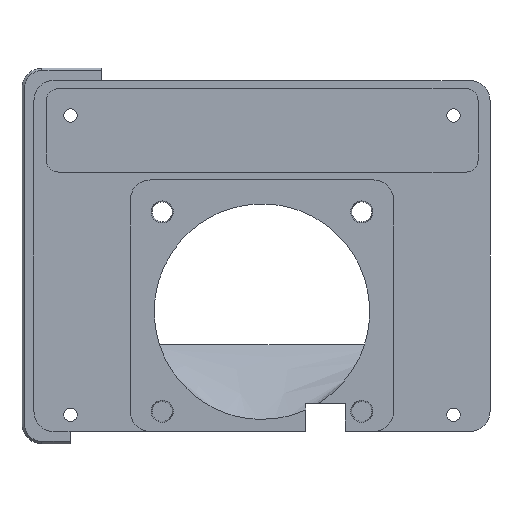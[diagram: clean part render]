
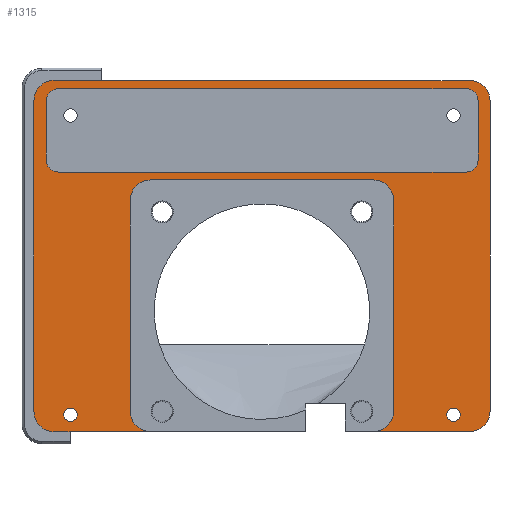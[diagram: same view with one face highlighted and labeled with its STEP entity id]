
A CAD part, front view. The second image highlights one B-rep face of the part: STEP entity #1315.
In plain terms, the highlighted planar face has unit normal (0, -1, 0).
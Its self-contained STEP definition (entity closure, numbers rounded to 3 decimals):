
#40=FACE_BOUND('',#236,.T.);
#41=FACE_BOUND('',#237,.T.);
#42=FACE_BOUND('',#238,.T.);
#87=CIRCLE('',#1401,3.);
#93=CIRCLE('',#1410,3.);
#94=CIRCLE('',#1412,3.);
#95=CIRCLE('',#1415,3.);
#96=CIRCLE('',#1417,5.1);
#98=CIRCLE('',#1420,5.1);
#99=CIRCLE('',#1421,5.);
#100=CIRCLE('',#1422,5.);
#101=CIRCLE('',#1423,5.);
#102=CIRCLE('',#1424,5.);
#103=CIRCLE('',#1425,5.);
#104=CIRCLE('',#1426,5.);
#105=CIRCLE('',#1427,1.7);
#106=CIRCLE('',#1428,1.7);
#161=FACE_OUTER_BOUND('',#235,.T.);
#235=EDGE_LOOP('',(#953,#954,#955,#956,#957,#958,#959,#960,#961,#962,#963,
#964,#965,#966,#967,#968,#969,#970,#971,#972));
#236=EDGE_LOOP('',(#973));
#237=EDGE_LOOP('',(#974));
#238=EDGE_LOOP('',(#975,#976,#977,#978,#979,#980,#981,#982));
#317=LINE('',#1919,#438);
#334=LINE('',#1972,#455);
#340=LINE('',#1987,#461);
#344=LINE('',#2003,#465);
#345=LINE('',#2006,#466);
#346=LINE('',#2008,#467);
#347=LINE('',#2012,#468);
#348=LINE('',#2016,#469);
#349=LINE('',#2020,#470);
#350=LINE('',#2024,#471);
#351=LINE('',#2028,#472);
#352=LINE('',#2032,#473);
#353=LINE('',#2034,#474);
#354=LINE('',#2035,#475);
#355=LINE('',#2040,#476);
#356=LINE('',#2041,#477);
#438=VECTOR('',#1543,10.);
#455=VECTOR('',#1594,10.);
#461=VECTOR('',#1610,10.);
#465=VECTOR('',#1626,10.);
#466=VECTOR('',#1629,10.);
#467=VECTOR('',#1630,10.);
#468=VECTOR('',#1633,10.);
#469=VECTOR('',#1636,10.);
#470=VECTOR('',#1639,10.);
#471=VECTOR('',#1642,10.);
#472=VECTOR('',#1645,10.);
#473=VECTOR('',#1648,10.);
#474=VECTOR('',#1649,10.);
#475=VECTOR('',#1650,10.);
#476=VECTOR('',#1655,10.);
#477=VECTOR('',#1656,10.);
#558=VERTEX_POINT('',#1916);
#559=VERTEX_POINT('',#1918);
#568=VERTEX_POINT('',#1947);
#569=VERTEX_POINT('',#1949);
#578=VERTEX_POINT('',#1971);
#579=VERTEX_POINT('',#1975);
#580=VERTEX_POINT('',#1979);
#581=VERTEX_POINT('',#1981);
#582=VERTEX_POINT('',#1985);
#583=VERTEX_POINT('',#1989);
#584=VERTEX_POINT('',#1993);
#585=VERTEX_POINT('',#1994);
#588=VERTEX_POINT('',#2002);
#589=VERTEX_POINT('',#2004);
#590=VERTEX_POINT('',#2007);
#591=VERTEX_POINT('',#2009);
#592=VERTEX_POINT('',#2011);
#593=VERTEX_POINT('',#2013);
#594=VERTEX_POINT('',#2015);
#595=VERTEX_POINT('',#2017);
#596=VERTEX_POINT('',#2019);
#597=VERTEX_POINT('',#2021);
#598=VERTEX_POINT('',#2023);
#599=VERTEX_POINT('',#2025);
#600=VERTEX_POINT('',#2027);
#601=VERTEX_POINT('',#2029);
#602=VERTEX_POINT('',#2031);
#603=VERTEX_POINT('',#2033);
#604=VERTEX_POINT('',#2036);
#605=VERTEX_POINT('',#2038);
#691=EDGE_CURVE('',#558,#559,#317,.T.);
#706=EDGE_CURVE('',#568,#569,#87,.T.);
#717=EDGE_CURVE('',#578,#569,#334,.T.);
#719=EDGE_CURVE('',#578,#579,#93,.T.);
#722=EDGE_CURVE('',#580,#581,#94,.T.);
#725=EDGE_CURVE('',#580,#582,#340,.T.);
#727=EDGE_CURVE('',#583,#582,#95,.T.);
#728=EDGE_CURVE('',#584,#585,#96,.T.);
#732=EDGE_CURVE('',#588,#585,#344,.T.);
#733=EDGE_CURVE('',#588,#589,#98,.T.);
#734=EDGE_CURVE('',#559,#589,#345,.T.);
#735=EDGE_CURVE('',#590,#558,#346,.T.);
#736=EDGE_CURVE('',#591,#590,#99,.T.);
#737=EDGE_CURVE('',#592,#591,#347,.T.);
#738=EDGE_CURVE('',#593,#592,#100,.T.);
#739=EDGE_CURVE('',#594,#593,#348,.T.);
#740=EDGE_CURVE('',#595,#594,#101,.T.);
#741=EDGE_CURVE('',#596,#595,#349,.T.);
#742=EDGE_CURVE('',#597,#596,#102,.T.);
#743=EDGE_CURVE('',#598,#597,#350,.T.);
#744=EDGE_CURVE('',#599,#598,#103,.T.);
#745=EDGE_CURVE('',#600,#599,#351,.T.);
#746=EDGE_CURVE('',#601,#600,#104,.T.);
#747=EDGE_CURVE('',#602,#601,#352,.T.);
#748=EDGE_CURVE('',#602,#603,#353,.T.);
#749=EDGE_CURVE('',#584,#603,#354,.T.);
#750=EDGE_CURVE('',#604,#604,#105,.T.);
#751=EDGE_CURVE('',#605,#605,#106,.T.);
#752=EDGE_CURVE('',#583,#579,#355,.T.);
#753=EDGE_CURVE('',#568,#581,#356,.T.);
#953=ORIENTED_EDGE('',*,*,#728,.T.);
#954=ORIENTED_EDGE('',*,*,#732,.F.);
#955=ORIENTED_EDGE('',*,*,#733,.T.);
#956=ORIENTED_EDGE('',*,*,#734,.F.);
#957=ORIENTED_EDGE('',*,*,#691,.F.);
#958=ORIENTED_EDGE('',*,*,#735,.F.);
#959=ORIENTED_EDGE('',*,*,#736,.F.);
#960=ORIENTED_EDGE('',*,*,#737,.F.);
#961=ORIENTED_EDGE('',*,*,#738,.F.);
#962=ORIENTED_EDGE('',*,*,#739,.F.);
#963=ORIENTED_EDGE('',*,*,#740,.F.);
#964=ORIENTED_EDGE('',*,*,#741,.F.);
#965=ORIENTED_EDGE('',*,*,#742,.F.);
#966=ORIENTED_EDGE('',*,*,#743,.F.);
#967=ORIENTED_EDGE('',*,*,#744,.F.);
#968=ORIENTED_EDGE('',*,*,#745,.F.);
#969=ORIENTED_EDGE('',*,*,#746,.F.);
#970=ORIENTED_EDGE('',*,*,#747,.F.);
#971=ORIENTED_EDGE('',*,*,#748,.T.);
#972=ORIENTED_EDGE('',*,*,#749,.F.);
#973=ORIENTED_EDGE('',*,*,#750,.F.);
#974=ORIENTED_EDGE('',*,*,#751,.F.);
#975=ORIENTED_EDGE('',*,*,#725,.T.);
#976=ORIENTED_EDGE('',*,*,#727,.F.);
#977=ORIENTED_EDGE('',*,*,#752,.T.);
#978=ORIENTED_EDGE('',*,*,#719,.F.);
#979=ORIENTED_EDGE('',*,*,#717,.T.);
#980=ORIENTED_EDGE('',*,*,#706,.F.);
#981=ORIENTED_EDGE('',*,*,#753,.T.);
#982=ORIENTED_EDGE('',*,*,#722,.F.);
#1270=PLANE('',#1419);
#1315=ADVANCED_FACE('',(#161,#40,#41,#42),#1270,.T.);
#1401=AXIS2_PLACEMENT_3D('',#1950,#1573,#1574);
#1410=AXIS2_PLACEMENT_3D('',#1976,#1598,#1599);
#1412=AXIS2_PLACEMENT_3D('',#1982,#1604,#1605);
#1415=AXIS2_PLACEMENT_3D('',#1991,#1614,#1615);
#1417=AXIS2_PLACEMENT_3D('',#1995,#1618,#1619);
#1419=AXIS2_PLACEMENT_3D('',#2001,#1624,#1625);
#1420=AXIS2_PLACEMENT_3D('',#2005,#1627,#1628);
#1421=AXIS2_PLACEMENT_3D('',#2010,#1631,#1632);
#1422=AXIS2_PLACEMENT_3D('',#2014,#1634,#1635);
#1423=AXIS2_PLACEMENT_3D('',#2018,#1637,#1638);
#1424=AXIS2_PLACEMENT_3D('',#2022,#1640,#1641);
#1425=AXIS2_PLACEMENT_3D('',#2026,#1643,#1644);
#1426=AXIS2_PLACEMENT_3D('',#2030,#1646,#1647);
#1427=AXIS2_PLACEMENT_3D('',#2037,#1651,#1652);
#1428=AXIS2_PLACEMENT_3D('',#2039,#1653,#1654);
#1543=DIRECTION('',(0.,0.,-1.));
#1573=DIRECTION('center_axis',(0.,-1.,0.));
#1574=DIRECTION('ref_axis',(-0.707,0.,0.707));
#1594=DIRECTION('',(0.,0.,1.));
#1598=DIRECTION('center_axis',(0.,-1.,0.));
#1599=DIRECTION('ref_axis',(-0.707,0.,-0.707));
#1604=DIRECTION('center_axis',(0.,-1.,0.));
#1605=DIRECTION('ref_axis',(0.707,0.,0.707));
#1610=DIRECTION('',(0.,0.,-1.));
#1614=DIRECTION('center_axis',(0.,-1.,0.));
#1615=DIRECTION('ref_axis',(0.707,0.,-0.707));
#1618=DIRECTION('center_axis',(0.,-1.,0.));
#1619=DIRECTION('ref_axis',(-0.707,0.,0.707));
#1624=DIRECTION('center_axis',(0.,-1.,0.));
#1625=DIRECTION('ref_axis',(1.,0.,0.));
#1626=DIRECTION('',(0.,0.,1.));
#1627=DIRECTION('center_axis',(0.,-1.,0.));
#1628=DIRECTION('ref_axis',(-0.707,0.,-0.707));
#1629=DIRECTION('',(-1.,0.,0.));
#1630=DIRECTION('',(-1.,0.,0.));
#1631=DIRECTION('center_axis',(0.,-1.,0.));
#1632=DIRECTION('ref_axis',(-1.,0.,0.));
#1633=DIRECTION('',(0.,0.,-1.));
#1634=DIRECTION('center_axis',(0.,-1.,0.));
#1635=DIRECTION('ref_axis',(0.,0.,1.));
#1636=DIRECTION('',(-1.,0.,0.));
#1637=DIRECTION('center_axis',(0.,-1.,0.));
#1638=DIRECTION('ref_axis',(1.,0.,0.));
#1639=DIRECTION('',(0.,0.,1.));
#1640=DIRECTION('center_axis',(0.,-1.,0.));
#1641=DIRECTION('ref_axis',(0.,0.,-1.));
#1642=DIRECTION('',(-1.,0.,0.));
#1643=DIRECTION('center_axis',(0.,1.,0.));
#1644=DIRECTION('ref_axis',(0.707,0.,-0.707));
#1645=DIRECTION('',(0.,0.,-1.));
#1646=DIRECTION('center_axis',(0.,1.,0.));
#1647=DIRECTION('ref_axis',(0.707,0.,0.707));
#1648=DIRECTION('',(1.,0.,0.));
#1649=DIRECTION('',(0.,0.,1.));
#1650=DIRECTION('',(1.,0.,0.));
#1651=DIRECTION('center_axis',(0.,-1.,0.));
#1652=DIRECTION('ref_axis',(1.,0.,0.));
#1653=DIRECTION('center_axis',(0.,-1.,0.));
#1654=DIRECTION('ref_axis',(1.,0.,0.));
#1655=DIRECTION('',(-1.,0.,0.));
#1656=DIRECTION('',(1.,0.,0.));
#1916=CARTESIAN_POINT('',(-48.1,-20.,-45.9));
#1918=CARTESIAN_POINT('',(-48.1,-20.,-46.));
#1919=CARTESIAN_POINT('',(-48.1,-20.,-23.925));
#1947=CARTESIAN_POINT('',(-51.05,-20.,40.));
#1949=CARTESIAN_POINT('',(-54.05,-20.,37.));
#1950=CARTESIAN_POINT('Origin',(-51.05,-20.,37.));
#1971=CARTESIAN_POINT('',(-54.05,-20.,22.1));
#1972=CARTESIAN_POINT('',(-54.05,-20.,8.575));
#1975=CARTESIAN_POINT('',(-51.05,-20.,19.1));
#1976=CARTESIAN_POINT('Origin',(-51.05,-20.,22.1));
#1979=CARTESIAN_POINT('',(54.15,-20.,37.));
#1981=CARTESIAN_POINT('',(51.15,-20.,40.));
#1982=CARTESIAN_POINT('Origin',(51.15,-20.,37.));
#1985=CARTESIAN_POINT('',(54.15,-20.,22.1));
#1987=CARTESIAN_POINT('',(54.15,-20.,19.025));
#1989=CARTESIAN_POINT('',(51.15,-20.,19.1));
#1991=CARTESIAN_POINT('Origin',(51.15,-20.,22.1));
#1993=CARTESIAN_POINT('',(-52.05,-20.,42.1));
#1994=CARTESIAN_POINT('',(-57.15,-20.,37.));
#1995=CARTESIAN_POINT('Origin',(-52.05,-20.,37.));
#2001=CARTESIAN_POINT('Origin',(0.05,-20.,-1.95));
#2002=CARTESIAN_POINT('',(-57.15,-20.,-40.9));
#2003=CARTESIAN_POINT('',(-57.15,-20.,-23.925));
#2004=CARTESIAN_POINT('',(-52.05,-20.,-46.));
#2005=CARTESIAN_POINT('Origin',(-52.05,-20.,-40.9));
#2006=CARTESIAN_POINT('',(-13.975,-20.,-46.));
#2007=CARTESIAN_POINT('',(-28.,-20.,-45.9));
#2008=CARTESIAN_POINT('',(-28.55,-20.,-45.9));
#2009=CARTESIAN_POINT('',(-33.,-20.,-40.9));
#2010=CARTESIAN_POINT('Origin',(-28.,-20.,-40.9));
#2011=CARTESIAN_POINT('',(-33.,-20.,12.1));
#2012=CARTESIAN_POINT('',(-33.,-20.,-40.9));
#2013=CARTESIAN_POINT('',(-28.,-20.,17.1));
#2014=CARTESIAN_POINT('Origin',(-28.,-20.,12.1));
#2015=CARTESIAN_POINT('',(28.,-20.,17.1));
#2016=CARTESIAN_POINT('',(-28.,-20.,17.1));
#2017=CARTESIAN_POINT('',(33.,-20.,12.1));
#2018=CARTESIAN_POINT('Origin',(28.,-20.,12.1));
#2019=CARTESIAN_POINT('',(33.,-20.,-40.9));
#2020=CARTESIAN_POINT('',(33.,-20.,12.1));
#2021=CARTESIAN_POINT('',(28.,-20.,-45.9));
#2022=CARTESIAN_POINT('Origin',(28.,-20.,-40.9));
#2023=CARTESIAN_POINT('',(52.15,-20.,-45.9));
#2024=CARTESIAN_POINT('',(-28.55,-20.,-45.9));
#2025=CARTESIAN_POINT('',(57.15,-20.,-40.9));
#2026=CARTESIAN_POINT('Origin',(52.15,-20.,-40.9));
#2027=CARTESIAN_POINT('',(57.15,-20.,37.));
#2028=CARTESIAN_POINT('',(57.15,-20.,-23.925));
#2029=CARTESIAN_POINT('',(52.15,-20.,42.));
#2030=CARTESIAN_POINT('Origin',(52.15,-20.,37.));
#2031=CARTESIAN_POINT('',(-40.25,-20.,42.));
#2032=CARTESIAN_POINT('',(28.6,-20.,42.));
#2033=CARTESIAN_POINT('',(-40.25,-20.,42.1));
#2034=CARTESIAN_POINT('',(-40.25,-20.,21.575));
#2035=CARTESIAN_POINT('',(-28.5,-20.,42.1));
#2036=CARTESIAN_POINT('',(-49.7,-20.,-41.75));
#2037=CARTESIAN_POINT('Origin',(-48.,-20.,-41.75));
#2038=CARTESIAN_POINT('',(46.3,-20.,-41.75));
#2039=CARTESIAN_POINT('Origin',(48.,-20.,-41.75));
#2040=CARTESIAN_POINT('',(27.1,-20.,19.1));
#2041=CARTESIAN_POINT('',(-27.,-20.,40.));
